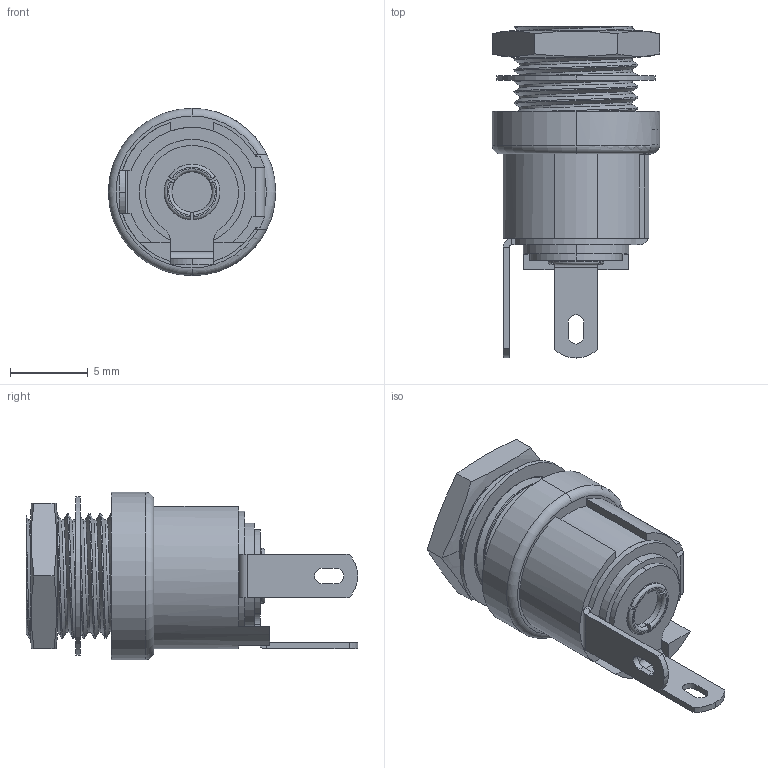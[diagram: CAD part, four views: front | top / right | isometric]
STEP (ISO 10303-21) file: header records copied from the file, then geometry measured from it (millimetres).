
FILE_DESCRIPTION (( 'STEP AP214' ), '1' );
FILE_NAME ('EJ501B.STEP', '2020-02-07T00:42:02', ( '' ), ( '' ), 'SwSTEP 2.0', 'SolidWorks 2017', '' );
FILE_SCHEMA (( 'AUTOMOTIVE_DESIGN' ));
Length unit declared in the file: millimetre
Products named in the file (1): EJ501B
Bounding box: 10.8 x 21.4 x 10.8 mm (x, y, z)
Volume: 785.7 mm3; surface area: 1773.4 mm2
Topology: 9 solids, 9 shells, 200 faces, 506 edges, 328 vertices
Faces by surface type: plane 94, cylinder 85, torus 14, sphere 4, bspline 3
Entity records: 9016 total; most frequent: CARTESIAN_POINT 4066, ORIENTED_EDGE 1012, DIRECTION 1010, EDGE_CURVE 506, AXIS2_PLACEMENT_3D 377, VERTEX_POINT 328, LINE 256, VECTOR 256
